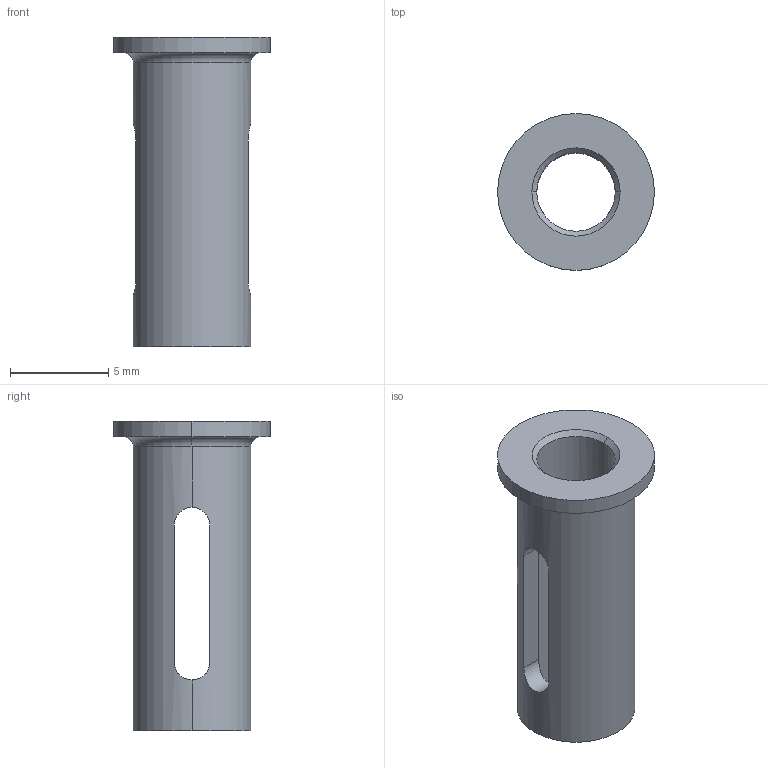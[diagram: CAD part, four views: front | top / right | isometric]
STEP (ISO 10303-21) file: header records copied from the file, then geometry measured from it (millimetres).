
FILE_DESCRIPTION(('CATIA V5 STEP Exchange'),'2;1');
FILE_NAME('bucsa.stp','2010-10-22T07:44:38+00:00',('none'),('none'),'CATIA Version 5 Release 19 SP 2 (IN-10)','CATIA V5 STEP AP203','none');
FILE_SCHEMA(('CONFIG_CONTROL_DESIGN'));
Length unit declared in the file: millimetre
Products named in the file (1): bucsa1
Bounding box: 8 x 8 x 15.8 mm (x, y, z)
Volume: 235.4 mm3; surface area: 550.8 mm2
Topology: 1 solids, 1 shells, 21 faces, 62 edges, 40 vertices
Faces by surface type: cylinder 10, plane 7, torus 2, cone 2
Entity records: 751 total; most frequent: CARTESIAN_POINT 197, ORIENTED_EDGE 124, DIRECTION 74, EDGE_CURVE 62, VERTEX_POINT 40, AXIS2_PLACEMENT_3D 33, VECTOR 28, LINE 28
